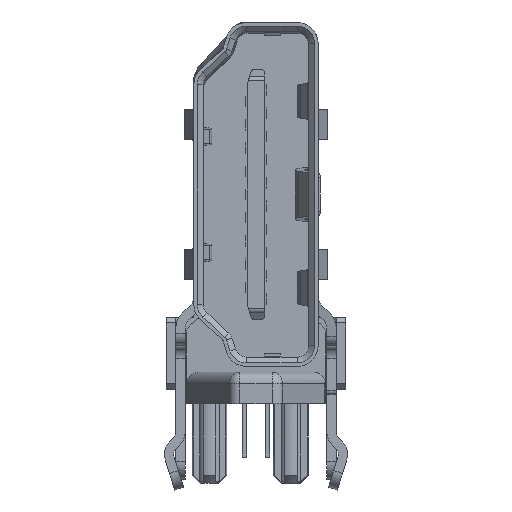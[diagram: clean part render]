
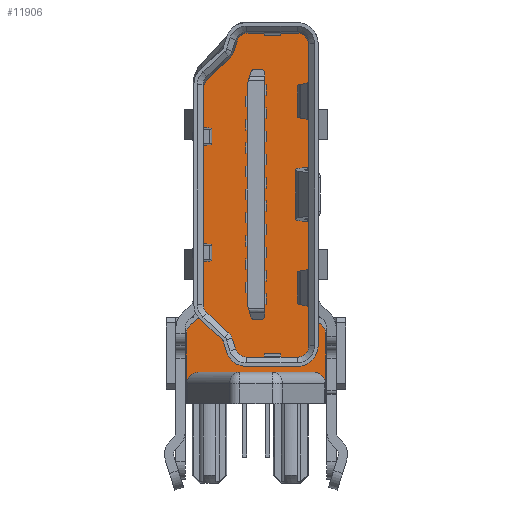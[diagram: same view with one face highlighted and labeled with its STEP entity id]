
A CAD part, front view. The second image highlights one B-rep face of the part: STEP entity #11906.
In plain terms, the highlighted planar face has unit normal (0, -1, 0).
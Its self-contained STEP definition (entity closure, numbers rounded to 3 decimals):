
#271=CIRCLE($,#12817,0.5);
#273=CIRCLE($,#12821,0.5);
#275=CIRCLE($,#12825,0.5);
#277=CIRCLE($,#12829,0.5);
#279=CIRCLE($,#12833,0.5);
#281=CIRCLE($,#12837,0.5);
#283=CIRCLE($,#12841,0.5);
#285=CIRCLE($,#12845,0.5);
#612=ELLIPSE($,#12857,0.559,0.5);
#614=ELLIPSE($,#12870,0.559,0.5);
#1157=FACE_OUTER_BOUND($,#1853,.T.);
#1853=EDGE_LOOP($,(#10314,#10315,#10316,#10317,#10318,#10319,#10320,#10321,
#10322,#10323,#10324,#10325,#10326,#10327,#10328,#10329,#10330,#10331,#10332,
#10333,#10334,#10335,#10336,#10337));
#2890=LINE($,#19970,#4230);
#2894=LINE($,#19982,#4234);
#2898=LINE($,#19994,#4238);
#2902=LINE($,#20006,#4242);
#2906=LINE($,#20018,#4246);
#2910=LINE($,#20030,#4250);
#2914=LINE($,#20042,#4254);
#2920=LINE($,#20059,#4260);
#2924=LINE($,#20075,#4264);
#2929=LINE($,#20085,#4269);
#2937=LINE($,#20101,#4277);
#2941=LINE($,#20112,#4281);
#2942=LINE($,#20115,#4282);
#2951=LINE($,#20141,#4291);
#4230=VECTOR($,#15423,0.509);
#4234=VECTOR($,#15435,9.496);
#4238=VECTOR($,#15447,1.37);
#4242=VECTOR($,#15459,0.518);
#4246=VECTOR($,#15471,2.086);
#4250=VECTOR($,#15483,11.35);
#4254=VECTOR($,#15495,0.509);
#4260=VECTOR($,#15509,0.014);
#4264=VECTOR($,#15521,0.014);
#4269=VECTOR($,#15528,0.962);
#4277=VECTOR($,#15544,3.006);
#4281=VECTOR($,#15556,3.006);
#4282=VECTOR($,#15559,0.962);
#4291=VECTOR($,#15590,4.882);
#5433=VERTEX_POINT($,#19961);
#5434=VERTEX_POINT($,#19963);
#5436=VERTEX_POINT($,#19969);
#5438=VERTEX_POINT($,#19975);
#5440=VERTEX_POINT($,#19981);
#5442=VERTEX_POINT($,#19987);
#5444=VERTEX_POINT($,#19993);
#5446=VERTEX_POINT($,#19999);
#5448=VERTEX_POINT($,#20005);
#5450=VERTEX_POINT($,#20011);
#5452=VERTEX_POINT($,#20017);
#5454=VERTEX_POINT($,#20023);
#5456=VERTEX_POINT($,#20029);
#5458=VERTEX_POINT($,#20035);
#5460=VERTEX_POINT($,#20041);
#5462=VERTEX_POINT($,#20047);
#5466=VERTEX_POINT($,#20056);
#5467=VERTEX_POINT($,#20058);
#5474=VERTEX_POINT($,#20072);
#5475=VERTEX_POINT($,#20074);
#5479=VERTEX_POINT($,#20084);
#5485=VERTEX_POINT($,#20105);
#5487=VERTEX_POINT($,#20114);
#5493=VERTEX_POINT($,#20136);
#6950=EDGE_CURVE($,#5434,#5433,#271,.T.);
#6953=EDGE_CURVE($,#5436,#5434,#2890,.T.);
#6956=EDGE_CURVE($,#5438,#5436,#273,.T.);
#6959=EDGE_CURVE($,#5440,#5438,#2894,.T.);
#6962=EDGE_CURVE($,#5442,#5440,#275,.T.);
#6965=EDGE_CURVE($,#5444,#5442,#2898,.T.);
#6968=EDGE_CURVE($,#5446,#5444,#277,.T.);
#6971=EDGE_CURVE($,#5448,#5446,#2902,.T.);
#6974=EDGE_CURVE($,#5450,#5448,#279,.T.);
#6977=EDGE_CURVE($,#5452,#5450,#2906,.T.);
#6980=EDGE_CURVE($,#5454,#5452,#281,.T.);
#6983=EDGE_CURVE($,#5456,#5454,#2910,.T.);
#6986=EDGE_CURVE($,#5458,#5456,#283,.T.);
#6989=EDGE_CURVE($,#5460,#5458,#2914,.T.);
#6992=EDGE_CURVE($,#5462,#5460,#285,.T.);
#6997=EDGE_CURVE($,#5467,#5466,#2920,.T.);
#7005=EDGE_CURVE($,#5475,#5474,#2924,.T.);
#7010=EDGE_CURVE($,#5467,#5479,#2929,.T.);
#7019=EDGE_CURVE($,#5466,#5462,#2937,.T.);
#7021=EDGE_CURVE($,#5485,#5479,#612,.T.);
#7025=EDGE_CURVE($,#5433,#5475,#2941,.T.);
#7026=EDGE_CURVE($,#5487,#5474,#2942,.T.);
#7038=EDGE_CURVE($,#5487,#5493,#614,.T.);
#7040=EDGE_CURVE($,#5493,#5485,#2951,.T.);
#10314=ORIENTED_EDGE($,*,*,#7010,.F.);
#10315=ORIENTED_EDGE($,*,*,#6997,.T.);
#10316=ORIENTED_EDGE($,*,*,#7019,.T.);
#10317=ORIENTED_EDGE($,*,*,#6992,.T.);
#10318=ORIENTED_EDGE($,*,*,#6989,.T.);
#10319=ORIENTED_EDGE($,*,*,#6986,.T.);
#10320=ORIENTED_EDGE($,*,*,#6983,.T.);
#10321=ORIENTED_EDGE($,*,*,#6980,.T.);
#10322=ORIENTED_EDGE($,*,*,#6977,.T.);
#10323=ORIENTED_EDGE($,*,*,#6974,.T.);
#10324=ORIENTED_EDGE($,*,*,#6971,.T.);
#10325=ORIENTED_EDGE($,*,*,#6968,.T.);
#10326=ORIENTED_EDGE($,*,*,#6965,.T.);
#10327=ORIENTED_EDGE($,*,*,#6962,.T.);
#10328=ORIENTED_EDGE($,*,*,#6959,.T.);
#10329=ORIENTED_EDGE($,*,*,#6956,.T.);
#10330=ORIENTED_EDGE($,*,*,#6953,.T.);
#10331=ORIENTED_EDGE($,*,*,#6950,.T.);
#10332=ORIENTED_EDGE($,*,*,#7025,.T.);
#10333=ORIENTED_EDGE($,*,*,#7005,.T.);
#10334=ORIENTED_EDGE($,*,*,#7026,.F.);
#10335=ORIENTED_EDGE($,*,*,#7038,.T.);
#10336=ORIENTED_EDGE($,*,*,#7040,.T.);
#10337=ORIENTED_EDGE($,*,*,#7021,.T.);
#11245=PLANE($,#12978);
#11906=ADVANCED_FACE($,(#1157),#11245,.T.);
#12817=AXIS2_PLACEMENT_3D($,#19964,#15417,#15418);
#12821=AXIS2_PLACEMENT_3D($,#19976,#15429,#15430);
#12825=AXIS2_PLACEMENT_3D($,#19988,#15441,#15442);
#12829=AXIS2_PLACEMENT_3D($,#20000,#15453,#15454);
#12833=AXIS2_PLACEMENT_3D($,#20012,#15465,#15466);
#12837=AXIS2_PLACEMENT_3D($,#20024,#15477,#15478);
#12841=AXIS2_PLACEMENT_3D($,#20036,#15489,#15490);
#12845=AXIS2_PLACEMENT_3D($,#20048,#15501,#15502);
#12857=AXIS2_PLACEMENT_3D($,#20106,#15548,#15549);
#12870=AXIS2_PLACEMENT_3D($,#20138,#15585,#15586);
#12978=AXIS2_PLACEMENT_3D($,#20744,#15917,#15918);
#15417=DIRECTION('center_axis',(0.,-1.,0.));
#15418=DIRECTION('ref_axis',(-0.641,0.,0.768));
#15423=DIRECTION($,(-0.768,0.,-0.641));
#15429=DIRECTION('center_axis',(0.,1.,0.));
#15430=DIRECTION('ref_axis',(1.,0.,0.));
#15435=DIRECTION($,(0.,0.,-1.));
#15441=DIRECTION('center_axis',(0.,-1.,0.));
#15442=DIRECTION('ref_axis',(-0.689,0.,0.724));
#15447=DIRECTION($,(-0.724,0.,-0.689));
#15453=DIRECTION('center_axis',(0.,1.,0.));
#15454=DIRECTION('ref_axis',(0.952,0.,-0.307));
#15459=DIRECTION($,(-0.307,0.,-0.952));
#15465=DIRECTION('center_axis',(0.,-1.,0.));
#15466=DIRECTION('ref_axis',(0.,0.,1.));
#15471=DIRECTION($,(-1.,0.,0.));
#15477=DIRECTION('center_axis',(0.,-1.,0.));
#15478=DIRECTION('ref_axis',(1.,0.,0.));
#15483=DIRECTION($,(0.,0.,1.));
#15489=DIRECTION('center_axis',(0.,1.,0.));
#15490=DIRECTION('ref_axis',(-0.641,0.,-0.768));
#15495=DIRECTION($,(-0.768,0.,0.641));
#15501=DIRECTION('center_axis',(0.,-1.,0.));
#15502=DIRECTION('ref_axis',(1.,0.,0.));
#15509=DIRECTION($,(1.,0.,0.));
#15521=DIRECTION($,(1.,0.,0.));
#15528=DIRECTION($,(0.,0.,1.));
#15544=DIRECTION($,(0.,0.,1.));
#15548=DIRECTION('center_axis',(0.,1.,0.));
#15549=DIRECTION('ref_axis',(1.,0.,0.));
#15556=DIRECTION($,(0.,0.,-1.));
#15559=DIRECTION($,(0.,0.,-1.));
#15585=DIRECTION('center_axis',(0.,1.,0.));
#15586=DIRECTION('ref_axis',(1.,0.,0.));
#15590=DIRECTION($,(1.,0.,0.));
#15917=DIRECTION('center_axis',(0.,-1.,0.));
#15918=DIRECTION('ref_axis',(1.,0.,0.));
#19961=CARTESIAN_POINT('',(-3.,-8.797,3.006));
#19963=CARTESIAN_POINT('',(-2.82,-8.797,3.39));
#19964=CARTESIAN_POINT('Origin',(-2.5,-8.797,3.006));
#19969=CARTESIAN_POINT('',(-2.43,-8.797,3.716));
#19970=CARTESIAN_POINT($,(-2.43,-8.797,3.716));
#19975=CARTESIAN_POINT('',(-2.25,-8.797,4.1));
#19976=CARTESIAN_POINT('Origin',(-2.75,-8.797,4.1));
#19981=CARTESIAN_POINT('',(-2.25,-8.797,13.596));
#19982=CARTESIAN_POINT($,(-2.25,-8.797,13.596));
#19987=CARTESIAN_POINT('',(-2.095,-8.797,13.958));
#19988=CARTESIAN_POINT('Origin',(-1.75,-8.797,13.596));
#19993=CARTESIAN_POINT('',(-1.102,-8.797,14.902));
#19994=CARTESIAN_POINT($,(-1.102,-8.797,14.902));
#19999=CARTESIAN_POINT('',(-0.971,-8.797,15.111));
#20000=CARTESIAN_POINT('Origin',(-1.447,-8.797,15.265));
#20005=CARTESIAN_POINT('',(-0.812,-8.797,15.604));
#20006=CARTESIAN_POINT($,(-0.812,-8.797,15.604));
#20011=CARTESIAN_POINT('',(-0.336,-8.797,15.95));
#20012=CARTESIAN_POINT('Origin',(-0.336,-8.797,15.45));
#20017=CARTESIAN_POINT('',(1.75,-8.797,15.95));
#20018=CARTESIAN_POINT($,(1.75,-8.797,15.95));
#20023=CARTESIAN_POINT('',(2.25,-8.797,15.45));
#20024=CARTESIAN_POINT('Origin',(1.75,-8.797,15.45));
#20029=CARTESIAN_POINT('',(2.25,-8.797,4.1));
#20030=CARTESIAN_POINT($,(2.25,-8.797,4.1));
#20035=CARTESIAN_POINT('',(2.43,-8.797,3.716));
#20036=CARTESIAN_POINT('Origin',(2.75,-8.797,4.1));
#20041=CARTESIAN_POINT('',(2.82,-8.797,3.39));
#20042=CARTESIAN_POINT($,(2.82,-8.797,3.39));
#20047=CARTESIAN_POINT('',(3.,-8.797,3.006));
#20048=CARTESIAN_POINT('Origin',(2.5,-8.797,3.006));
#20056=CARTESIAN_POINT('',(3.,-8.797,0.));
#20058=CARTESIAN_POINT('',(2.986,-8.797,0.));
#20059=CARTESIAN_POINT($,(2.35,-8.797,0.));
#20072=CARTESIAN_POINT('',(-2.986,-8.797,0.));
#20074=CARTESIAN_POINT('',(-3.,-8.797,0.));
#20075=CARTESIAN_POINT($,(-3.,-8.797,0.));
#20084=CARTESIAN_POINT('',(2.986,-8.797,0.962));
#20085=CARTESIAN_POINT($,(2.986,-8.797,3.009));
#20101=CARTESIAN_POINT($,(3.,-8.797,0.));
#20105=CARTESIAN_POINT('',(2.441,-8.797,1.35));
#20106=CARTESIAN_POINT('Origin',(2.441,-8.797,0.85));
#20112=CARTESIAN_POINT($,(-3.,-8.797,3.006));
#20114=CARTESIAN_POINT('',(-2.986,-8.797,0.962));
#20115=CARTESIAN_POINT($,(-2.986,-8.797,-0.003));
#20136=CARTESIAN_POINT('',(-2.441,-8.797,1.35));
#20138=CARTESIAN_POINT('Origin',(-2.441,-8.797,0.85));
#20141=CARTESIAN_POINT($,(-2.441,-8.797,1.35));
#20744=CARTESIAN_POINT('Origin',(0.,-8.797,9.));
